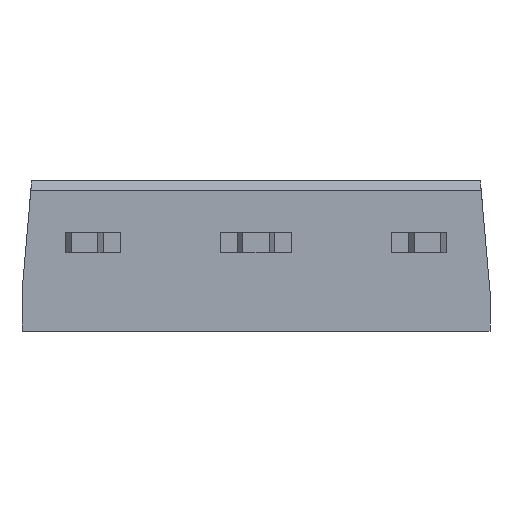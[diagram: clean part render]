
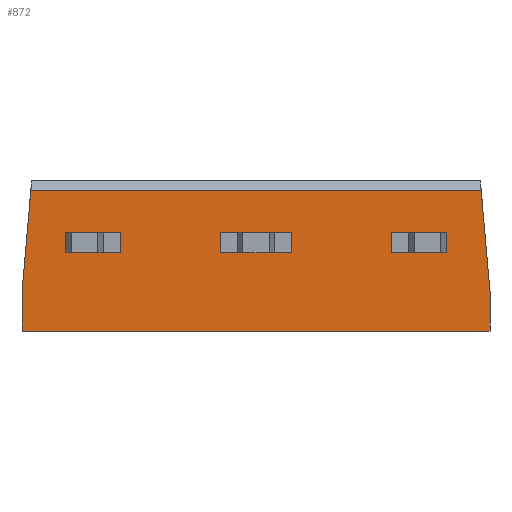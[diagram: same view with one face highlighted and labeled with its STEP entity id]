
A CAD part, front view. The second image highlights one B-rep face of the part: STEP entity #872.
In plain terms, the highlighted planar face has unit normal (0, -1, 0).
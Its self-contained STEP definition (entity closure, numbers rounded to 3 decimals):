
#19 = LINE ( 'NONE', #1859, #1456 ) ;
#141 = LINE ( 'NONE', #891, #884 ) ;
#151 = ORIENTED_EDGE ( 'NONE', *, *, #1452, .F. ) ;
#249 = LINE ( 'NONE', #1482, #1619 ) ;
#275 = LINE ( 'NONE', #1006, #1699 ) ;
#301 = ORIENTED_EDGE ( 'NONE', *, *, #756, .T. ) ;
#308 = DIRECTION ( 'NONE',  ( -0.087, 0., -0.996 ) ) ;
#380 = ORIENTED_EDGE ( 'NONE', *, *, #1078, .F. ) ;
#387 = DIRECTION ( 'NONE',  ( -0.087, 0., 0.996 ) ) ;
#390 = ORIENTED_EDGE ( 'NONE', *, *, #1535, .T. ) ;
#422 = EDGE_CURVE ( 'NONE', #2047, #626, #275, .T. ) ;
#461 = PLANE ( 'NONE',  #662 ) ;
#493 = DIRECTION ( 'NONE',  ( -1., 0., 0. ) ) ;
#501 = VERTEX_POINT ( 'NONE', #1509 ) ;
#517 = VERTEX_POINT ( 'NONE', #1642 ) ;
#539 = EDGE_LOOP ( 'NONE', ( #953, #301, #390, #1087, #380, #151 ) ) ;
#551 = CARTESIAN_POINT ( 'NONE',  ( -7.475, 2., -2.82 ) ) ;
#560 = CARTESIAN_POINT ( 'NONE',  ( 7.475, 2., -2.82 ) ) ;
#621 = CARTESIAN_POINT ( 'NONE',  ( -7.055, 2., 3.251 ) ) ;
#626 = VERTEX_POINT ( 'NONE', #551 ) ;
#662 = AXIS2_PLACEMENT_3D ( 'NONE', #1778, #1163, #1302 ) ;
#744 = LINE ( 'NONE', #1604, #1395 ) ;
#755 = FACE_OUTER_BOUND ( 'NONE', #539, .T. ) ;
#756 = EDGE_CURVE ( 'NONE', #501, #517, #744, .T. ) ;
#872 = ADVANCED_FACE ( 'NONE', ( #755 ), #461, .T. ) ;
#884 = VECTOR ( 'NONE', #2041, 1000. ) ;
#891 = CARTESIAN_POINT ( 'NONE',  ( 7.475, 2., -2.82 ) ) ;
#895 = VECTOR ( 'NONE', #308, 1000. ) ;
#915 = CARTESIAN_POINT ( 'NONE',  ( 7.475, 2., -1.55 ) ) ;
#953 = ORIENTED_EDGE ( 'NONE', *, *, #2071, .T. ) ;
#1006 = CARTESIAN_POINT ( 'NONE',  ( -7.475, 2., 1.98 ) ) ;
#1078 = EDGE_CURVE ( 'NONE', #1740, #626, #141, .T. ) ;
#1087 = ORIENTED_EDGE ( 'NONE', *, *, #422, .T. ) ;
#1163 = DIRECTION ( 'NONE',  ( 0., -1., 0. ) ) ;
#1302 = DIRECTION ( 'NONE',  ( 1., 0., 0. ) ) ;
#1338 = DIRECTION ( 'NONE',  ( 0., 0., -1. ) ) ;
#1395 = VECTOR ( 'NONE', #493, 1000. ) ;
#1452 = EDGE_CURVE ( 'NONE', #1595, #1740, #249, .T. ) ;
#1456 = VECTOR ( 'NONE', #387, 1000. ) ;
#1482 = CARTESIAN_POINT ( 'NONE',  ( 7.475, 2., 1.98 ) ) ;
#1509 = CARTESIAN_POINT ( 'NONE',  ( 7.192, 2., 1.68 ) ) ;
#1535 = EDGE_CURVE ( 'NONE', #517, #2047, #1587, .T. ) ;
#1587 = LINE ( 'NONE', #621, #895 ) ;
#1595 = VERTEX_POINT ( 'NONE', #915 ) ;
#1604 = CARTESIAN_POINT ( 'NONE',  ( -7.166, 2., 1.68 ) ) ;
#1619 = VECTOR ( 'NONE', #2006, 1000. ) ;
#1642 = CARTESIAN_POINT ( 'NONE',  ( -7.192, 2., 1.68 ) ) ;
#1699 = VECTOR ( 'NONE', #1338, 1000. ) ;
#1740 = VERTEX_POINT ( 'NONE', #560 ) ;
#1778 = CARTESIAN_POINT ( 'NONE',  ( 7.475, 2., 1.98 ) ) ;
#1859 = CARTESIAN_POINT ( 'NONE',  ( 7.169, 2., 1.953 ) ) ;
#2000 = CARTESIAN_POINT ( 'NONE',  ( -7.475, 2., -1.55 ) ) ;
#2006 = DIRECTION ( 'NONE',  ( 0., 0., -1. ) ) ;
#2041 = DIRECTION ( 'NONE',  ( -1., 0., 0. ) ) ;
#2047 = VERTEX_POINT ( 'NONE', #2000 ) ;
#2071 = EDGE_CURVE ( 'NONE', #1595, #501, #19, .T. ) ;
